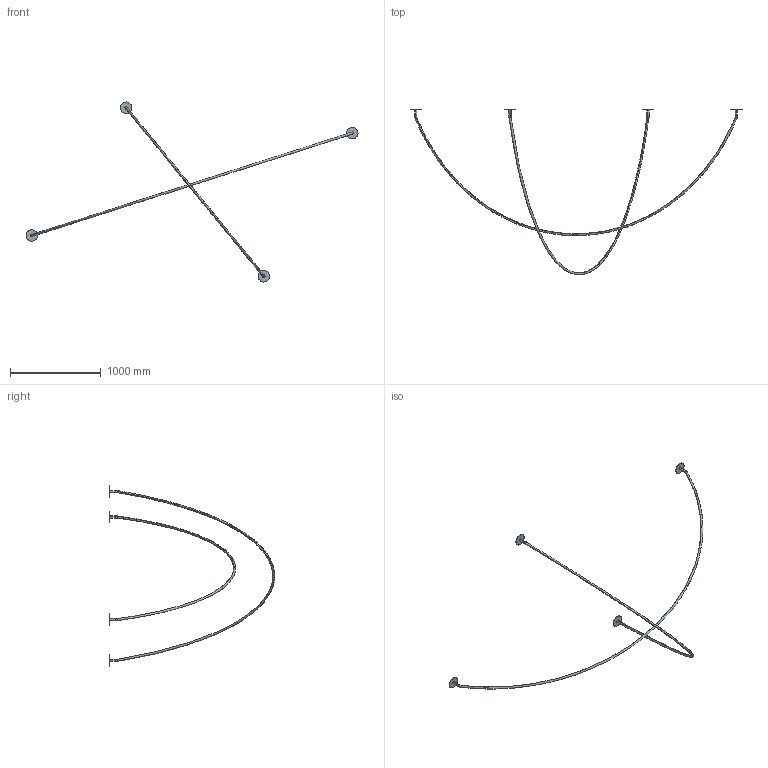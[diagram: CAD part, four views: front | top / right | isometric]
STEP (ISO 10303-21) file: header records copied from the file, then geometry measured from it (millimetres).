
FILE_DESCRIPTION (( 'STEP AP214' ), '1' );
FILE_NAME ('Tracer Loops Diez Company.STEP', '2021-09-07T18:54:09', ( '' ), ( '' ), 'SwSTEP 2.0', 'SolidWorks 2021', '' );
FILE_SCHEMA (( 'AUTOMOTIVE_DESIGN' ));
Length unit declared in the file: inch
Products named in the file (1): Tracer Loops Diez Company
Bounding box: 3668.4 x 1827.31 x 1989.59 mm (x, y, z)
Volume: 4036904.3 mm3; surface area: 833085.6 mm2
Topology: 10 solids, 10 shells, 64 faces, 136 edges, 92 vertices
Faces by surface type: cylinder 40, plane 20, bspline 4
Entity records: 4326 total; most frequent: CARTESIAN_POINT 2748, DIRECTION 306, ORIENTED_EDGE 272, EDGE_CURVE 136, AXIS2_PLACEMENT_3D 133, VERTEX_POINT 92, EDGE_LOOP 80, CIRCLE 72
